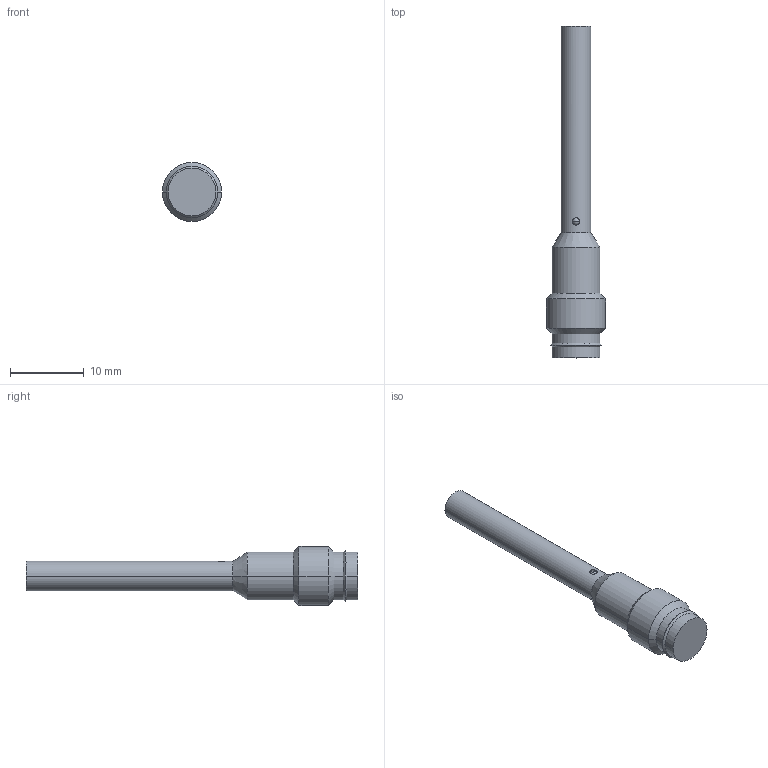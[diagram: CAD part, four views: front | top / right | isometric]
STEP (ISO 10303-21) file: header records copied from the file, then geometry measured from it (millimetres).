
FILE_DESCRIPTION((''),'2;1');
FILE_NAME('LTS-1040-303','2012-01-25T',('dhelisch'),(''),'PRO/ENGINEER BY PARAMETRIC TECHNOLOGY CORPORATION, 2007250','PRO/ENGINEER BY PARAMETRIC TECHNOLOGY CORPORATION, 2007250','');
FILE_SCHEMA(('CONFIG_CONTROL_DESIGN'));
Length unit declared in the file: millimetre
Products named in the file (1): LTS-1040-303
Bounding box: 8 x 45 x 8 mm (x, y, z)
Volume: 975.6 mm3; surface area: 786.4 mm2
Topology: 1 solids, 1 shells, 26 faces, 54 edges, 29 vertices
Faces by surface type: cylinder 12, cone 10, plane 2, sphere 2
Entity records: 919 total; most frequent: CARTESIAN_POINT 129, DIRECTION 128, ORIENTED_EDGE 104, PRESENTATION_STYLE_ASSIGNMENT 53, STYLED_ITEM 53, CURVE_STYLE 52, AXIS2_PLACEMENT_3D 52, EDGE_CURVE 52
